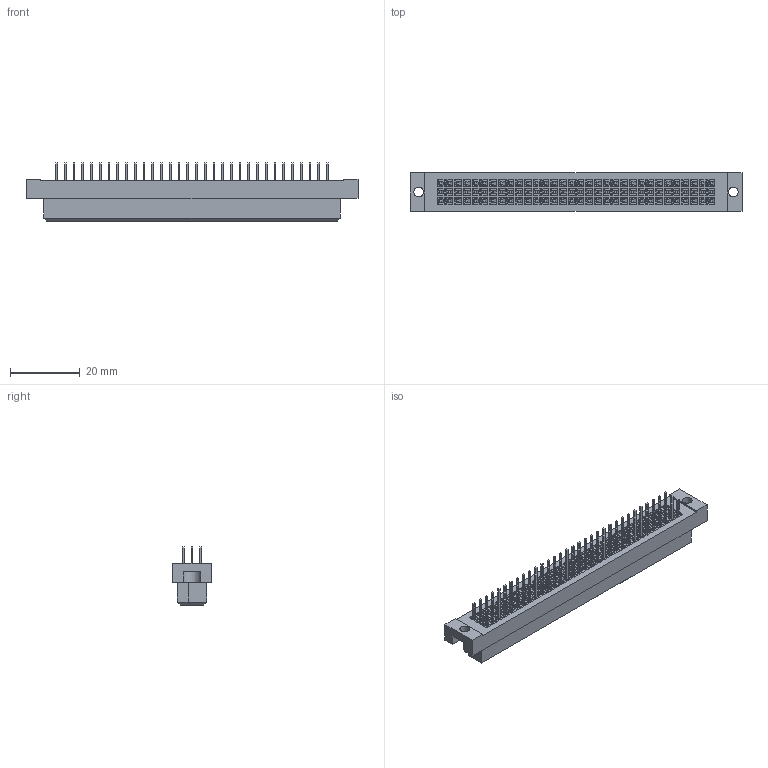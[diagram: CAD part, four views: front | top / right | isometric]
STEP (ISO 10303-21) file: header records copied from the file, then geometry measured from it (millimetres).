
FILE_DESCRIPTION(/* description */ (''),/* implementation_level */ '2;1');
FILE_NAME(/* name */ 'СНП59-96 Розетка.stp',/* time_stamp */ '2017-11-10T11:29:11+03:00',/* author */ ('Анатолий'),/* organization */ (''),/* preprocessor_version */ 'ST-DEVELOPER v15.2',/* originating_system */ 'Autodesk Inventor 2014',/* authorisation */ '');
FILE_SCHEMA (('AUTOMOTIVE_DESIGN { 1 0 10303 214 3 1 1 }'));
Length unit declared in the file: millimetre
Products named in the file (3): СНП59-96 \X2\0420043E043704350442043A
; СНП59-96 \X2\041A043E043D04420430043A
 розетки
Bounding box: 95 x 11.1 x 16.61 mm (x, y, z)
Volume: 7191.5 mm3; surface area: 22912.4 mm2
Topology: 97 solids, 97 shells, 11652 faces, 27357 edges, 15996 vertices
Faces by surface type: plane 9344, cylinder 2308
Full cylindrical faces by diameter (mm): 2.8 x2
Entity records: 42179 total; most frequent: CARTESIAN_POINT 7033, ORIENTED_EDGE 6830, DIRECTION 6457, EDGE_CURVE 3415, LINE 3357, VECTOR 3357, VERTEX_POINT 2126, EDGE_LOOP 1687
